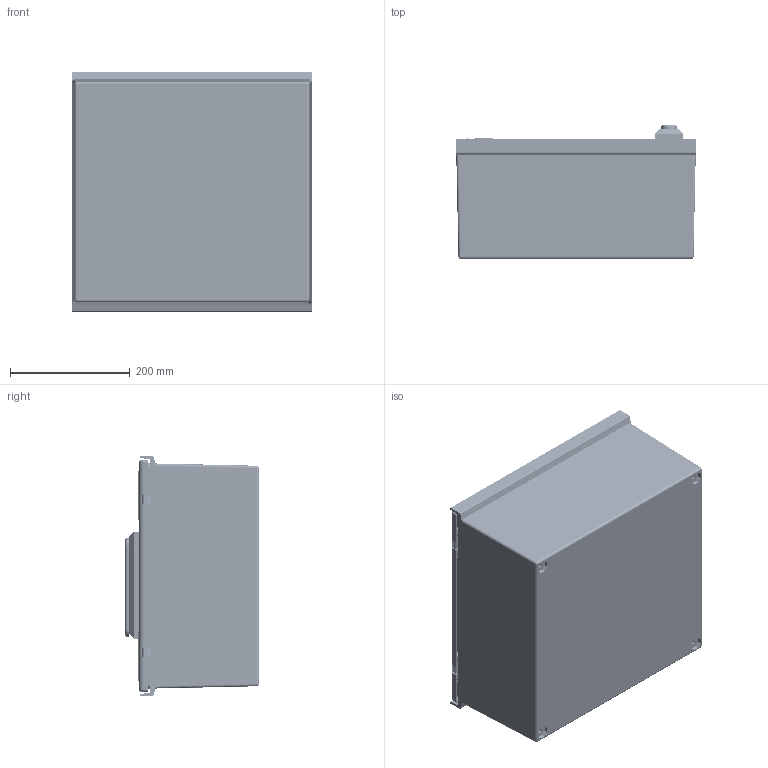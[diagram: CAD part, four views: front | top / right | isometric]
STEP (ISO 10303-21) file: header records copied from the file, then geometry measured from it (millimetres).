
FILE_DESCRIPTION((''),'2;1');
FILE_NAME('NGRP404020P3SH_NFL1_ASM','2016-11-29T',('kjell_andersson'),(''),'CREO PARAMETRIC BY PTC INC, 2015290','CREO PARAMETRIC BY PTC INC, 2015290','');
FILE_SCHEMA(('AUTOMOTIVE_DESIGN { 1 0 10303 214 1 1 1 1 }'));
Products named in the file (31): NGRP404020_BASE; CUBO_N_SCREW_4X13; HINGE_BASE; CUBO_N_HINGE_BASE_ASM; NGRP404020P3SH_LID; NGRP404020_LID_GASKET; HINGE_LID; HINGE_LID_SCREW_5X10; CUBO_N_HINGE_LID_ASM; MOUNTING_SC_SPRING_WASHER; MOUNTING_SCREW_MAIN; MOUNTING_SCREW_HEAD; MOUNTING_SC_M6_SUBASM_ASM; MOUNTING_SC_NUT_M6; MOUNTING_SCREW_M6_ASM_ASM; CUBO_N_LOCK_PART1; CUBO_N_LOCK_LATCH; CUBO_N_LOCK_PART2; CUBO_N_LOCK_FRAME; CUBO_N_LOCK_INSERT; CUBO_N_LOCK_NUT; CUBO_N_LOCK_PART4; HANDLE_FRAME; HANDLE; CUBO_N_HANDLE_LOCK_ASM; CUBO_N_LOCK_LATCH_P3SH; 40; CUBO_N_LOCK_L40_P3SH_ASM; NGRP404020P3SH_SUB_ASM; NGRP404020P3SH_ASM; NGRP404020P3SH_NFL1_ASM
Assembly tree (40 placements, depth 6):
  NGRP404020P3SH_NFL1_ASM
    NGRP404020P3SH_ASM
      NGRP404020P3SH_SUB_ASM
        NGRP404020_BASE
        CUBO_N_HINGE_BASE_ASM  x2
          CUBO_N_SCREW_4X13
          HINGE_BASE
        NGRP404020P3SH_LID
        NGRP404020_LID_GASKET
        CUBO_N_HINGE_LID_ASM  x2
          HINGE_LID
          HINGE_LID_SCREW_5X10
        MOUNTING_SCREW_M6_ASM_ASM  x4
          MOUNTING_SC_SPRING_WASHER
          MOUNTING_SC_M6_SUBASM_ASM
            MOUNTING_SCREW_MAIN
            MOUNTING_SCREW_HEAD
          MOUNTING_SC_NUT_M6
        CUBO_N_HANDLE_LOCK_ASM
          CUBO_N_LOCK_PART1
          CUBO_N_LOCK_LATCH
          CUBO_N_LOCK_PART2
          CUBO_N_LOCK_FRAME
          CUBO_N_SCREW_4X13
          CUBO_N_LOCK_INSERT
          CUBO_N_LOCK_NUT
          CUBO_N_LOCK_PART4
          HANDLE_FRAME
          HANDLE
        CUBO_N_LOCK_L40_P3SH_ASM
          CUBO_N_LOCK_LATCH_P3SH  x2
          40
Bounding box: 400 x 223.5 x 400 mm (x, y, z)
Volume: 2339103 mm3; surface area: 1503191.6 mm2
Topology: 57 solids, 58 shells, 7005 faces, 16922 edges, 10302 vertices
Faces by surface type: plane 3506, cylinder 1448, cone 1072, bspline 541, torus 255, sphere 183
Entity records: 212362 total; most frequent: CARTESIAN_POINT 82745, ORIENTED_EDGE 26832, DIRECTION 24378, EDGE_CURVE 13416, VECTOR 8836, LINE 8836, VERTEX_POINT 8365, AXIS2_PLACEMENT_3D 7771
